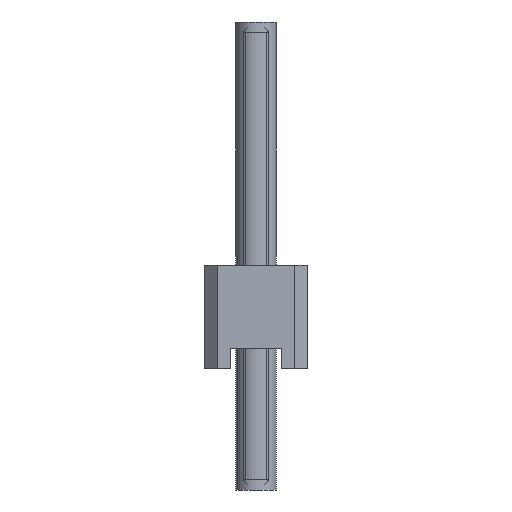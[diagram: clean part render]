
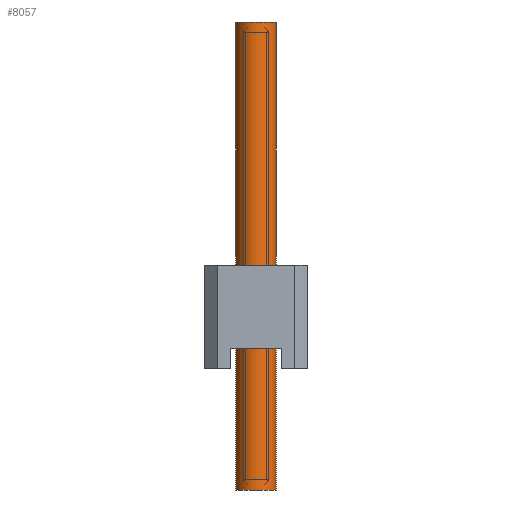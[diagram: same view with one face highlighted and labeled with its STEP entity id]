
A CAD part, left-side view. The second image highlights one B-rep face of the part: STEP entity #8057.
In plain terms, the highlighted cylindrical face has radius 0.5 mm (diameter 1 mm), a full revolution.
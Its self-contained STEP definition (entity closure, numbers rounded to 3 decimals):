
#131=CIRCLE('',#8514,0.5);
#132=CIRCLE('',#8515,0.5);
#360=CYLINDRICAL_SURFACE('',#8513,0.5);
#581=ORIENTED_EDGE('',*,*,#2935,.F.);
#582=ORIENTED_EDGE('',*,*,#2936,.T.);
#2935=EDGE_CURVE('',#4121,#4121,#131,.T.);
#2936=EDGE_CURVE('',#4122,#4122,#132,.T.);
#4121=VERTEX_POINT('',#11551);
#4122=VERTEX_POINT('',#11553);
#6845=EDGE_LOOP('',(#581));
#6846=EDGE_LOOP('',(#582));
#7305=FACE_BOUND('',#6845,.T.);
#7306=FACE_BOUND('',#6846,.T.);
#8057=ADVANCED_FACE('',(#7305,#7306),#360,.F.);
#8513=AXIS2_PLACEMENT_3D('',#11549,#9248,#9249);
#8514=AXIS2_PLACEMENT_3D('',#11550,#9250,#9251);
#8515=AXIS2_PLACEMENT_3D('',#11552,#9252,#9253);
#9248=DIRECTION('',(0.,0.,1.));
#9249=DIRECTION('',(1.,0.,0.));
#9250=DIRECTION('',(0.,0.,-1.));
#9251=DIRECTION('',(1.,0.,0.));
#9252=DIRECTION('',(0.,0.,-1.));
#9253=DIRECTION('',(1.,0.,0.));
#11549=CARTESIAN_POINT('',(0.,0.,0.));
#11550=CARTESIAN_POINT('',(0.,0.,11.54));
#11551=CARTESIAN_POINT('',(0.5,0.,11.54));
#11552=CARTESIAN_POINT('',(0.,0.,0.));
#11553=CARTESIAN_POINT('',(0.5,0.,0.));
